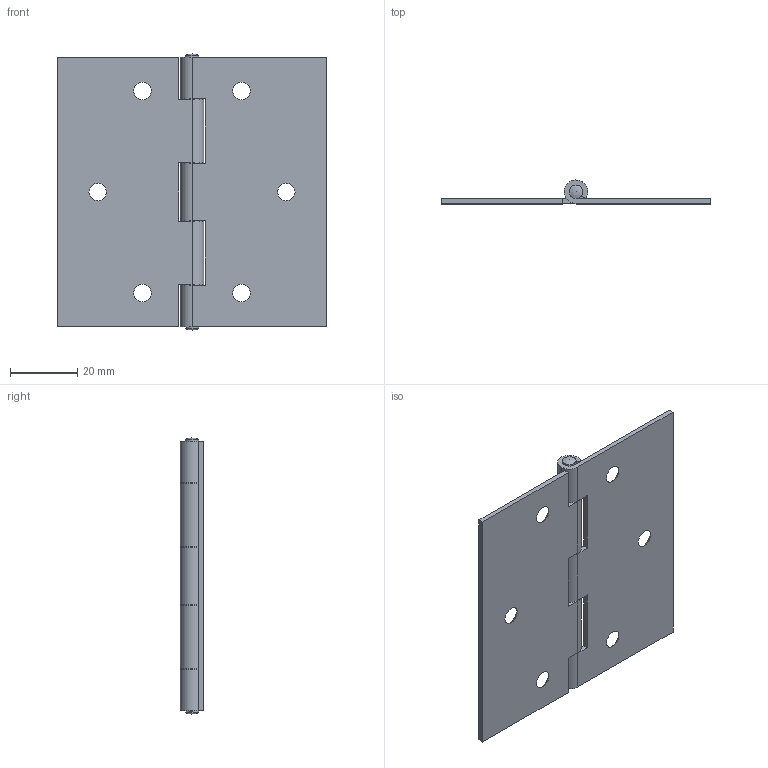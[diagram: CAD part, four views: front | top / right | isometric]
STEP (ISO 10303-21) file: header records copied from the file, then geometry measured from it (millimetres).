
FILE_DESCRIPTION( ( 'STEP AP214' ), '1' );
FILE_NAME( 'K1082.1054015150.stp', '2020-12-10T09:47:03', ( '' ), ( '' ), ' ', 'PARTsolutions', ' ' );
FILE_SCHEMA( ( 'AUTOMOTIVE_DESIGN { 1 0 10303 214 1 1 1 1 }' ) );
Length unit declared in the file: millimetre
Products named in the file (1): _K1082.1054015150
Bounding box: 80 x 6.99 x 82 mm (x, y, z)
Volume: 11565.5 mm3; surface area: 14605.8 mm2
Topology: 1 solids, 1 shells, 42 faces, 143 edges, 95 vertices
Faces by surface type: plane 28, cylinder 6, cone 6, sphere 2
Full cylindrical faces by diameter (mm): 4 x1
Entity records: 1762 total; most frequent: CARTESIAN_POINT 243, DIRECTION 236, ORIENTED_EDGE 232, EDGE_CURVE 116, VERTEX_POINT 84, LINE 82, VECTOR 82, AXIS2_PLACEMENT_3D 77
